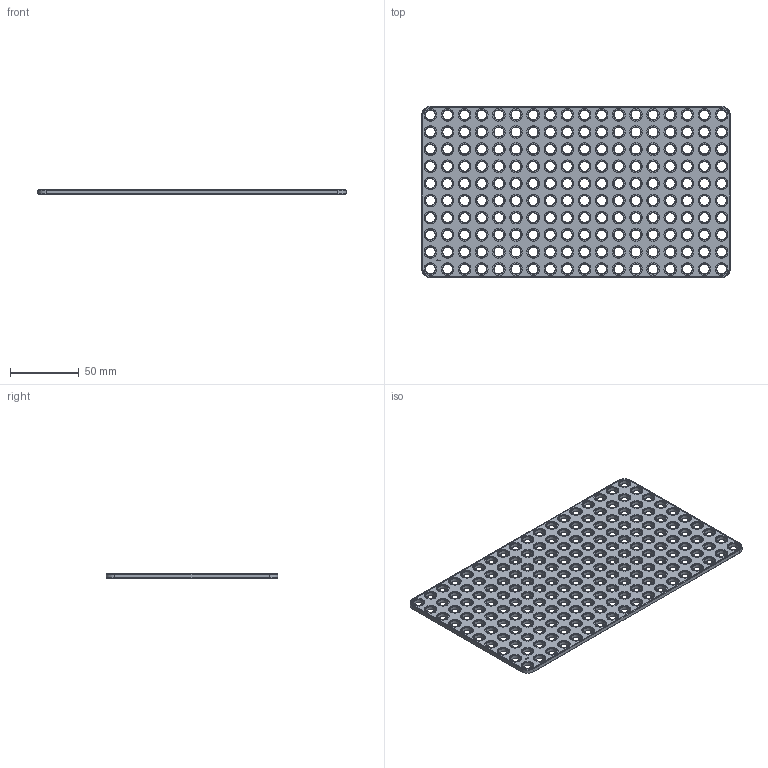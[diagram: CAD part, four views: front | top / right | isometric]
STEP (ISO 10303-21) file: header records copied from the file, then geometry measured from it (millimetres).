
FILE_DESCRIPTION(('FreeCAD Model'),'2;1');
FILE_NAME('Open CASCADE Shape Model','2024-10-08T23:58:51',(''),(''), 'Open CASCADE STEP processor 7.7','FreeCAD','Unknown');
FILE_SCHEMA(('AUTOMOTIVE_DESIGN { 1 0 10303 214 1 1 1 1 }'));
Length unit declared in the file: millimetre
Products named in the file (1): Plate RCT CRNR BU18x10x00.25 - SPN-PLT-0213 (stemfie.org)
Bounding box: 225 x 125 x 3.12 mm (x, y, z)
Volume: 62594.6 mm3; surface area: 56439.2 mm2
Topology: 1 solids, 1 shells, 1391 faces, 3158 edges, 1980 vertices
Faces by surface type: plane 511, cylinder 368, cone 368, extrusion 144
Full cylindrical faces by diameter (mm): 7 x180, 9.2 x180
Entity records: 40064 total; most frequent: CARTESIAN_POINT 7700, DIRECTION 6614, ORIENTED_EDGE 6316, EDGE_CURVE 3158, AXIS2_PLACEMENT_3D 2352, VERTEX_POINT 1980, FACE_BOUND 1962, EDGE_LOOP 1962
